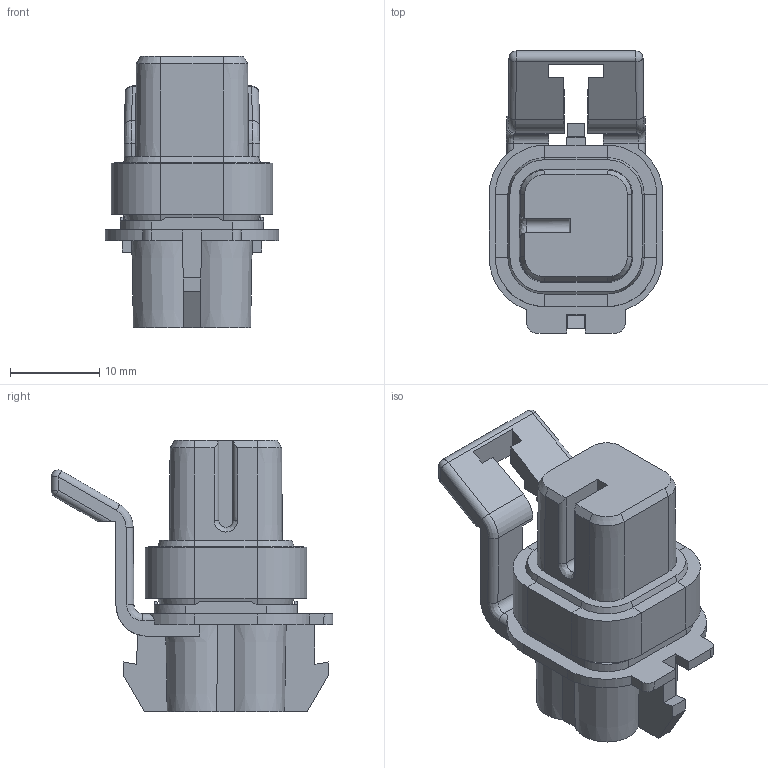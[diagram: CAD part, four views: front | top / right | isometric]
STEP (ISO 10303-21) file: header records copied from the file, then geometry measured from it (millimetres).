
FILE_DESCRIPTION(/* description */ (''),/* implementation_level */ '2;1');
FILE_NAME(/* name */ '12160482-ENV11_06-CONN.stp',/* time_stamp */ '2024-01-26T15:40:28+08:00',/* author */ (''),/* organization */ (''),/* preprocessor_version */ 'ST-DEVELOPER v16',/* originating_system */ 'SIEMENS PLM Software NX 11.0',/* authorisation */ '');
FILE_SCHEMA (('AUTOMOTIVE_DESIGN { 1 0 10303 214 3 1 1 1 }'));
Length unit declared in the file: millimetre
Products named in the file (1): 12160482-ENV11_06-CONN
Bounding box: 19.5 x 31.64 x 30.5 mm (x, y, z)
Volume: 6648.3 mm3; surface area: 3470.9 mm2
Topology: 1 solids, 1 shells, 191 faces, 500 edges, 308 vertices
Faces by surface type: plane 119, cone 32, cylinder 31, bspline 5, sphere 4
Entity records: 5934 total; most frequent: CARTESIAN_POINT 1216, ORIENTED_EDGE 992, DIRECTION 967, EDGE_CURVE 496, LINE 365, VECTOR 365, VERTEX_POINT 308, AXIS2_PLACEMENT_3D 301
